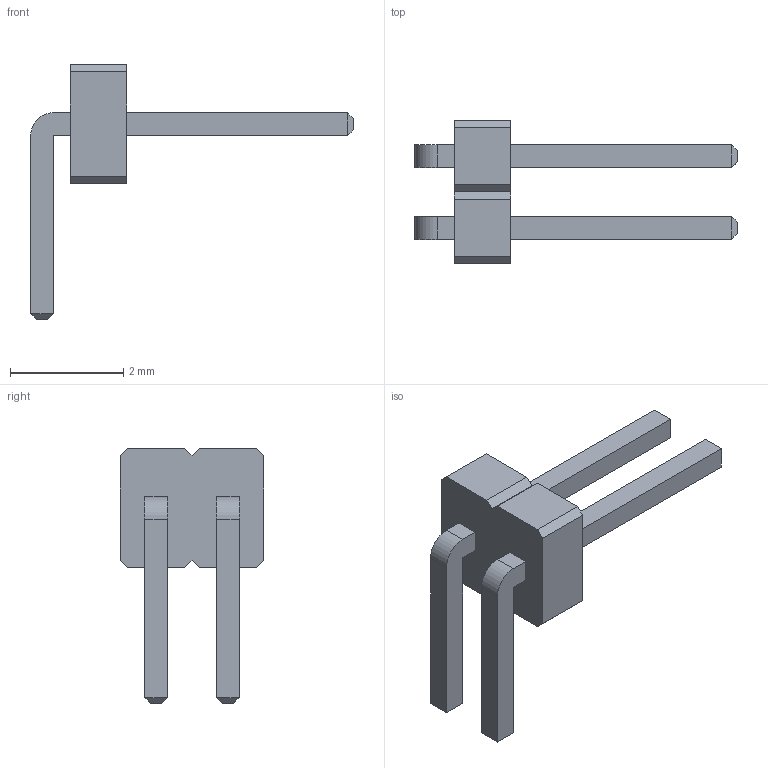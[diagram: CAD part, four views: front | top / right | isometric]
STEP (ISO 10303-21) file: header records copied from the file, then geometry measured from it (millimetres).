
FILE_DESCRIPTION(/* description */ ('model of PinHeader_1x02_P1.27mm_Horizontal'),/* implementation_level */ '2;1');
FILE_NAME(/* name */ 'PinHeader_1x02_P1.27mm_Horizontal.step',/* time_stamp */ '2018-01-24T13:42:52',/* author */ ('kicad StepUp','ksu'),/* organization */ ('FreeCAD'),/* preprocessor_version */ 'OCC',/* originating_system */ 'kicad StepUp',/* authorisation */ '');
FILE_SCHEMA(('AUTOMOTIVE_DESIGN { 1 0 10303 214 1 1 1 1 }'));
Length unit declared in the file: millimetre
Products named in the file (2): PinHeader_1x02_P127mm_Horizontal; Shape0_635996008572
Bounding box: 5.7 x 2.54 x 4.5 mm (x, y, z)
Volume: 8.1 mm3; surface area: 48.3 mm2
Topology: 3 solids, 3 shells, 50 faces, 116 edges, 72 vertices
Faces by surface type: plane 48, cylinder 2
Entity records: 970 total; most frequent: ORIENTED_EDGE 176, CARTESIAN_POINT 138, EDGE_CURVE 116, LINE 112, VERTEX_POINT 72, AXIS2_PLACEMENT_3D 55, ADVANCED_FACE 50, FACE_BOUND 50
